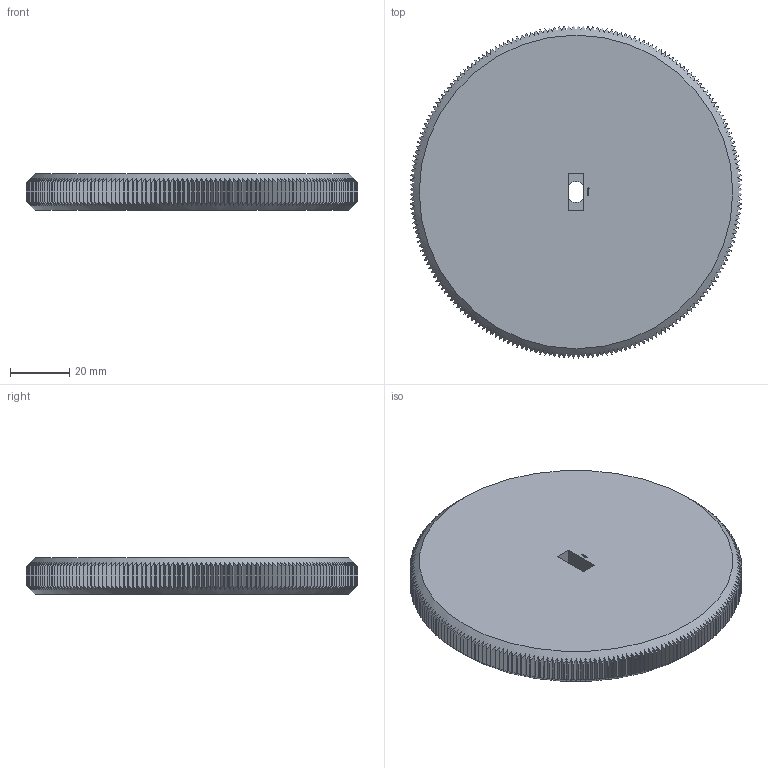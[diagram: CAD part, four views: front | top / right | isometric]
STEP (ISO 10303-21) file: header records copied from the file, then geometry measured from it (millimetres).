
FILE_DESCRIPTION(('FreeCAD Model'),'2;1');
FILE_NAME('Open CASCADE Shape Model','2024-01-03T19:10:33',(''),(''), 'Open CASCADE STEP processor 7.6','FreeCAD','Unknown');
FILE_SCHEMA(('AUTOMOTIVE_DESIGN { 1 0 10303 214 1 1 1 1 }'));
Products named in the file (1): Knob KNR BVD SCR ISR BU01.00x09.00 - SPN-KNB-0031 (stemfie.org)
Bounding box: 112.49 x 112.49 x 12.5 mm (x, y, z)
Volume: 118440.7 mm3; surface area: 25721.2 mm2
Topology: 1 solids, 1 shells, 1148 faces, 3336 edges, 2222 vertices
Faces by surface type: plane 760, cylinder 218, extrusion 166, cone 4
Entity records: 84696 total; most frequent: CARTESIAN_POINT 19391, DIRECTION 11914, ORIENTED_EDGE 6672, PCURVE 6672, DEFINITIONAL_REPRESENTATION 6672, VECTOR 6460, LINE 6294, EDGE_CURVE 3336
